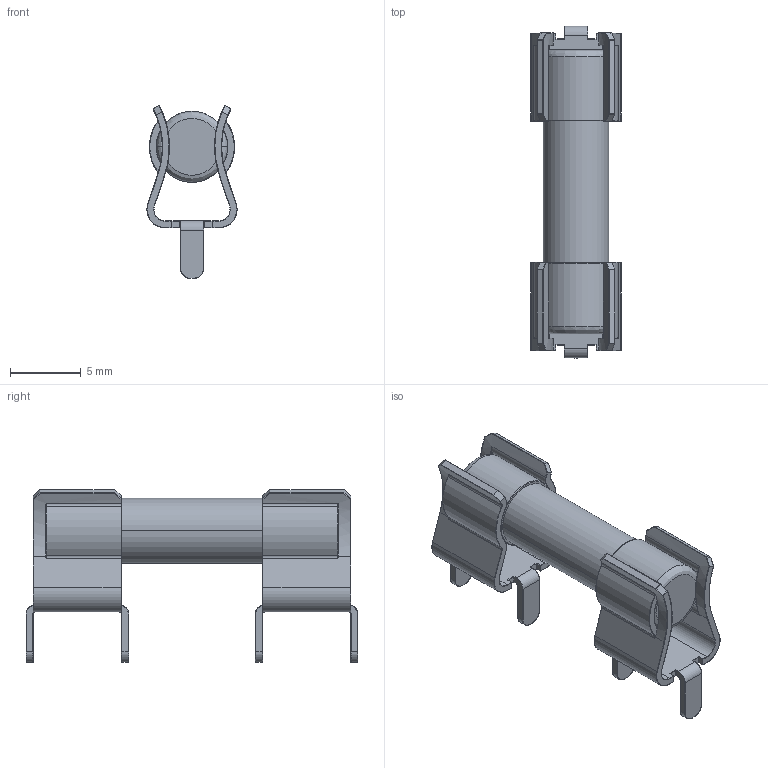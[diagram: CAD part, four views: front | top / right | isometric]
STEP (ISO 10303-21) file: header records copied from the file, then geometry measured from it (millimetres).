
FILE_DESCRIPTION (( 'STEP AP214' ), '1' );
FILE_NAME ('User Library-Clips FC-201 with fuse 5x20.STEP', '2022-04-18T08:36:53', ( '' ), ( '' ), 'SwSTEP 2.0', 'SolidWorks 2021', '' );
FILE_SCHEMA (( 'AUTOMOTIVE_DESIGN' ));
Length unit declared in the file: millimetre
Products named in the file (3): 5x20; FC-201; User Library-Clips FC-201 with fuse 5x20
Assembly tree (3 placements, depth 2):
  User Library-Clips FC-201 with fuse 5x20
    FC-201  x2
    5x20
Bounding box: 6.35 x 23.38 x 12.18 mm (x, y, z)
Volume: 510.9 mm3; surface area: 1020.9 mm2
Topology: 3 solids, 3 shells, 616 faces, 1496 edges, 840 vertices
Faces by surface type: bspline 256, cylinder 218, plane 142
Entity records: 14450 total; most frequent: CARTESIAN_POINT 4381, ORIENTED_EDGE 1484, DIRECTION 1190, EDGE_CURVE 742, AXIS2_PLACEMENT_3D 441, VERTEX_POINT 430, UNCERTAINTY_MEASURE_WITH_UNIT 324, EDGE_LOOP 322
